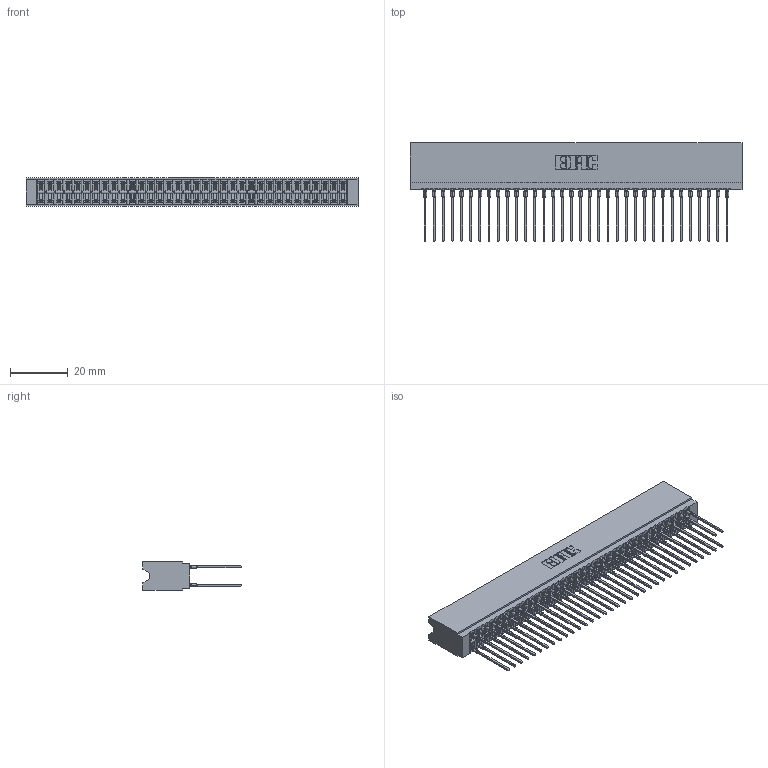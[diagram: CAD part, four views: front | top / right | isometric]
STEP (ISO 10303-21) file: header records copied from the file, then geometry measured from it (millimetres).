
FILE_DESCRIPTION (( 'STEP AP203' ), '1' );
FILE_NAME ('746-068-553-206.STEP', '2026-03-04T14:39:50', ( '' ), ( '' ), 'SwSTEP 2.0', 'SolidWorks 2023', '' );
FILE_SCHEMA (( 'CONFIG_CONTROL_DESIGN' ));
Length unit declared in the file: millimetre
Products named in the file (3): 746-068-553-206; 746 Part_.515 Slot Depth - 06; 746-292-001_553
Assembly tree (69 placements, depth 2):
  746-068-553-206
    746 Part_.515 Slot Depth - 06
    746-292-001_553  x68
Bounding box: 115.19 x 34.2 x 9.91 mm (x, y, z)
Volume: 12679.6 mm3; surface area: 21599.4 mm2
Topology: 69 solids, 69 shells, 6184 faces, 16993 edges, 10817 vertices
Faces by surface type: plane 3184, bspline 1360, cylinder 1232, torus 408
Entity records: 53613 total; most frequent: CARTESIAN_POINT 10728, ORIENTED_EDGE 9196, DIRECTION 7692, EDGE_CURVE 4598, LINE 4074, VECTOR 4074, VERTEX_POINT 3045, AXIS2_PLACEMENT_3D 1809
